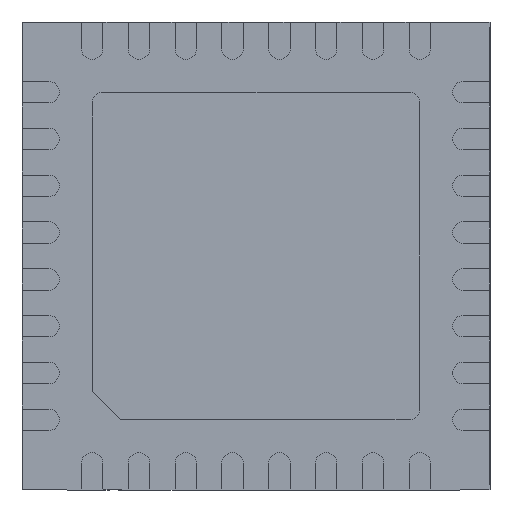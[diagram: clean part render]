
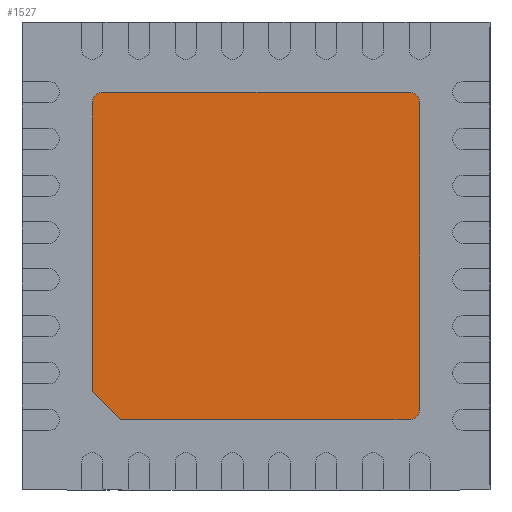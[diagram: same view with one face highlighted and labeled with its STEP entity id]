
A CAD part, front view. The second image highlights one B-rep face of the part: STEP entity #1527.
In plain terms, the highlighted planar face has unit normal (0, -1, 0).
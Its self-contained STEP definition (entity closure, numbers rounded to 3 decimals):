
#63 = CARTESIAN_POINT ( 'NONE',  ( -1.45, 0., -1.75 ) ) ;
#316 = LINE ( 'NONE', #5043, #7477 ) ;
#408 = CARTESIAN_POINT ( 'NONE',  ( -1.75, 0., -1.45 ) ) ;
#612 = VERTEX_POINT ( 'NONE', #4285 ) ;
#620 = ORIENTED_EDGE ( 'NONE', *, *, #7988, .T. ) ;
#759 = EDGE_CURVE ( 'NONE', #6312, #900, #9106, .T. ) ;
#876 = DIRECTION ( 'NONE',  ( 0., -1., 0. ) ) ;
#900 = VERTEX_POINT ( 'NONE', #408 ) ;
#985 = EDGE_CURVE ( 'NONE', #3803, #6080, #3616, .T. ) ;
#1527 = ADVANCED_FACE ( 'NONE', ( #9354 ), #10245, .T. ) ;
#1758 = LINE ( 'NONE', #3195, #7207 ) ;
#1945 = EDGE_CURVE ( 'NONE', #10647, #6312, #2280, .T. ) ;
#1970 = DIRECTION ( 'NONE',  ( 0., 0., -1. ) ) ;
#2141 = VERTEX_POINT ( 'NONE', #3856 ) ;
#2280 = CIRCLE ( 'NONE', #2417, 0.115 ) ;
#2417 = AXIS2_PLACEMENT_3D ( 'NONE', #7791, #2690, #7719 ) ;
#2690 = DIRECTION ( 'NONE',  ( 0., -1., 0. ) ) ;
#3178 = ORIENTED_EDGE ( 'NONE', *, *, #1945, .T. ) ;
#3195 = CARTESIAN_POINT ( 'NONE',  ( 1.635, 0., -1.75 ) ) ;
#3370 = DIRECTION ( 'NONE',  ( 0., 0., 1. ) ) ;
#3616 = CIRCLE ( 'NONE', #4731, 0.115 ) ;
#3803 = VERTEX_POINT ( 'NONE', #5021 ) ;
#3856 = CARTESIAN_POINT ( 'NONE',  ( 1.635, 0., -1.75 ) ) ;
#4211 = CARTESIAN_POINT ( 'NONE',  ( 1.635, 0., 1.75 ) ) ;
#4251 = CARTESIAN_POINT ( 'NONE',  ( 1.635, 0., 1.635 ) ) ;
#4285 = CARTESIAN_POINT ( 'NONE',  ( 1.75, 0., -1.635 ) ) ;
#4288 = DIRECTION ( 'NONE',  ( 0., 0., -1. ) ) ;
#4478 = AXIS2_PLACEMENT_3D ( 'NONE', #6703, #876, #9249 ) ;
#4587 = EDGE_LOOP ( 'NONE', ( #10940, #620, #6637, #9221, #4936, #9906, #3178, #10961 ) ) ;
#4709 = CARTESIAN_POINT ( 'NONE',  ( 1.635, 0., 1.635 ) ) ;
#4731 = AXIS2_PLACEMENT_3D ( 'NONE', #4709, #7293, #10704 ) ;
#4824 = EDGE_CURVE ( 'NONE', #6080, #10647, #6340, .T. ) ;
#4936 = ORIENTED_EDGE ( 'NONE', *, *, #985, .T. ) ;
#5021 = CARTESIAN_POINT ( 'NONE',  ( 1.75, 0., 1.635 ) ) ;
#5043 = CARTESIAN_POINT ( 'NONE',  ( 1.75, 0., -1.635 ) ) ;
#5353 = DIRECTION ( 'NONE',  ( -0.707, 0., 0.707 ) ) ;
#5486 = DIRECTION ( 'NONE',  ( -1., 0., 0. ) ) ;
#6057 = VERTEX_POINT ( 'NONE', #63 ) ;
#6080 = VERTEX_POINT ( 'NONE', #4211 ) ;
#6312 = VERTEX_POINT ( 'NONE', #10671 ) ;
#6340 = LINE ( 'NONE', #9740, #10596 ) ;
#6637 = ORIENTED_EDGE ( 'NONE', *, *, #7471, .T. ) ;
#6703 = CARTESIAN_POINT ( 'NONE',  ( 1.635, 0., -1.635 ) ) ;
#6725 = CARTESIAN_POINT ( 'NONE',  ( -1.635, 0., 1.75 ) ) ;
#7207 = VECTOR ( 'NONE', #10847, 1000. ) ;
#7293 = DIRECTION ( 'NONE',  ( 0., -1., 0. ) ) ;
#7471 = EDGE_CURVE ( 'NONE', #2141, #612, #9482, .T. ) ;
#7477 = VECTOR ( 'NONE', #3370, 1000. ) ;
#7541 = AXIS2_PLACEMENT_3D ( 'NONE', #4251, #7677, #4288 ) ;
#7677 = DIRECTION ( 'NONE',  ( 0., -1., 0. ) ) ;
#7719 = DIRECTION ( 'NONE',  ( 0., 0., -1. ) ) ;
#7791 = CARTESIAN_POINT ( 'NONE',  ( -1.635, 0., 1.635 ) ) ;
#7839 = LINE ( 'NONE', #8712, #8531 ) ;
#7988 = EDGE_CURVE ( 'NONE', #6057, #2141, #1758, .T. ) ;
#8188 = EDGE_CURVE ( 'NONE', #612, #3803, #316, .T. ) ;
#8326 = EDGE_CURVE ( 'NONE', #6057, #900, #7839, .T. ) ;
#8531 = VECTOR ( 'NONE', #5353, 1000. ) ;
#8712 = CARTESIAN_POINT ( 'NONE',  ( -1.75, 0., -1.45 ) ) ;
#9106 = LINE ( 'NONE', #9494, #10161 ) ;
#9221 = ORIENTED_EDGE ( 'NONE', *, *, #8188, .T. ) ;
#9249 = DIRECTION ( 'NONE',  ( 0., 0., -1. ) ) ;
#9354 = FACE_OUTER_BOUND ( 'NONE', #4587, .T. ) ;
#9482 = CIRCLE ( 'NONE', #4478, 0.115 ) ;
#9494 = CARTESIAN_POINT ( 'NONE',  ( -1.75, 0., -1.635 ) ) ;
#9740 = CARTESIAN_POINT ( 'NONE',  ( 1.635, 0., 1.75 ) ) ;
#9906 = ORIENTED_EDGE ( 'NONE', *, *, #4824, .T. ) ;
#10161 = VECTOR ( 'NONE', #1970, 1000. ) ;
#10245 = PLANE ( 'NONE',  #7541 ) ;
#10596 = VECTOR ( 'NONE', #5486, 1000. ) ;
#10647 = VERTEX_POINT ( 'NONE', #6725 ) ;
#10671 = CARTESIAN_POINT ( 'NONE',  ( -1.75, 0., 1.635 ) ) ;
#10704 = DIRECTION ( 'NONE',  ( 0., 0., -1. ) ) ;
#10847 = DIRECTION ( 'NONE',  ( 1., 0., 0. ) ) ;
#10940 = ORIENTED_EDGE ( 'NONE', *, *, #8326, .F. ) ;
#10961 = ORIENTED_EDGE ( 'NONE', *, *, #759, .T. ) ;
